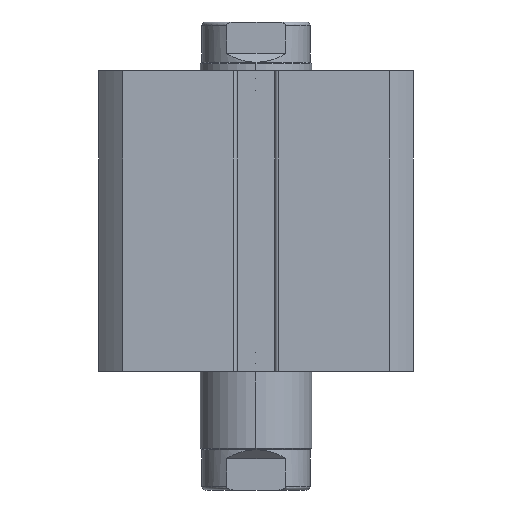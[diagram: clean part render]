
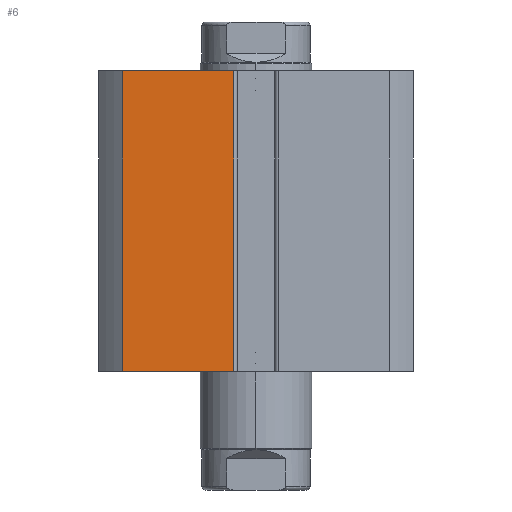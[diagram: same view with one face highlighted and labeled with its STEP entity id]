
A CAD part, front view. The second image highlights one B-rep face of the part: STEP entity #6.
In plain terms, the highlighted planar face has unit normal (0, -1, 0).
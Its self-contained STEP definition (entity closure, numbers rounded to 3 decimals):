
#6 = ADVANCED_FACE ( 'NONE', ( #4462 ), #5026, .F. ) ;
#594 = DIRECTION ( 'NONE',  ( 0., 0., 1. ) ) ;
#597 = CARTESIAN_POINT ( 'NONE',  ( -19.079, -22.5, 0. ) ) ;
#611 = DIRECTION ( 'NONE',  ( 0., 0., 1. ) ) ;
#612 = CARTESIAN_POINT ( 'NONE',  ( -3.2, -22.5, 43. ) ) ;
#924 = DIRECTION ( 'NONE',  ( 1., 0., 0. ) ) ;
#925 = CARTESIAN_POINT ( 'NONE',  ( -22.5, -22.5, 0. ) ) ;
#1229 = CARTESIAN_POINT ( 'NONE',  ( -3.2, -22.5, 0. ) ) ;
#1432 = DIRECTION ( 'NONE',  ( 1., 0., 0. ) ) ;
#1433 = CARTESIAN_POINT ( 'NONE',  ( -22.5, -22.5, 43. ) ) ;
#1563 = CARTESIAN_POINT ( 'NONE',  ( -19.079, -22.5, 43. ) ) ;
#1757 = CARTESIAN_POINT ( 'NONE',  ( -3.2, -22.5, 43. ) ) ;
#1922 = CARTESIAN_POINT ( 'NONE',  ( -19.079, -22.5, 0. ) ) ;
#3363 = ORIENTED_EDGE ( 'NONE', *, *, #5933, .T. ) ;
#3409 = ORIENTED_EDGE ( 'NONE', *, *, #5862, .F. ) ;
#3680 = ORIENTED_EDGE ( 'NONE', *, *, #5963, .T. ) ;
#3684 = ORIENTED_EDGE ( 'NONE', *, *, #5967, .F. ) ;
#4462 = FACE_OUTER_BOUND ( 'NONE', #6531, .T. ) ;
#5026 = PLANE ( 'NONE',  #6986 ) ;
#5086 = CARTESIAN_POINT ( 'NONE',  ( -22.5, -22.5, 43. ) ) ;
#5093 = DIRECTION ( 'NONE',  ( 0., 0., 1. ) ) ;
#5097 = DIRECTION ( 'NONE',  ( 0., 1., 0. ) ) ;
#5190 = LINE ( 'NONE', #1433, #5191 ) ;
#5191 = VECTOR ( 'NONE', #1432, 1000. ) ;
#5296 = LINE ( 'NONE', #925, #5300 ) ;
#5300 = VECTOR ( 'NONE', #924, 1000. ) ;
#5347 = VECTOR ( 'NONE', #611, 1000. ) ;
#5351 = LINE ( 'NONE', #612, #5347 ) ;
#5364 = LINE ( 'NONE', #597, #5365 ) ;
#5365 = VECTOR ( 'NONE', #594, 1000. ) ;
#5641 = VERTEX_POINT ( 'NONE', #1563 ) ;
#5684 = VERTEX_POINT ( 'NONE', #1229 ) ;
#5721 = VERTEX_POINT ( 'NONE', #1922 ) ;
#5808 = VERTEX_POINT ( 'NONE', #1757 ) ;
#5862 = EDGE_CURVE ( 'NONE', #5641, #5808, #5190, .T. ) ;
#5933 = EDGE_CURVE ( 'NONE', #5721, #5684, #5296, .T. ) ;
#5963 = EDGE_CURVE ( 'NONE', #5684, #5808, #5351, .T. ) ;
#5967 = EDGE_CURVE ( 'NONE', #5721, #5641, #5364, .T. ) ;
#6531 = EDGE_LOOP ( 'NONE', ( #3684, #3363, #3680, #3409 ) ) ;
#6986 = AXIS2_PLACEMENT_3D ( 'NONE', #5086, #5097, #5093 ) ;
